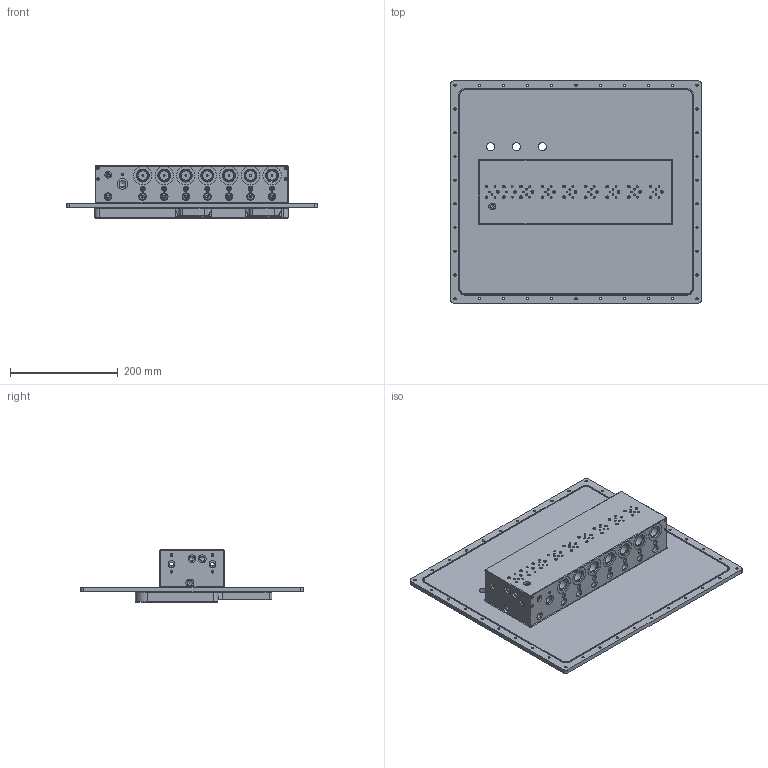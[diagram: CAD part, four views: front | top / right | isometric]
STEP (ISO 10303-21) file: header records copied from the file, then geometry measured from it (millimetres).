
FILE_DESCRIPTION(('FreeCAD Model'),'2;1');
FILE_NAME('Open CASCADE Shape Model','2025-05-04T11:08:19',('FreeCAD'),( 'FreeCAD'),'Open CASCADE STEP processor 7.6','FreeCAD','Unknown');
FILE_SCHEMA(('AUTOMOTIVE_DESIGN { 1 0 10303 214 1 1 1 1 }'));
Products named in the file (1): Open CASCADE STEP translator 7.6 1
Bounding box: 465 x 412 x 98 mm (x, y, z)
Volume: 4843984.4 mm3; surface area: 659360.8 mm2
Topology: 1 solids, 1 shells, 1586 faces, 4166 edges, 2578 vertices
Faces by surface type: cylinder 469, cone 369, plane 329, extrusion 325, torus 83, bspline 11
Full cylindrical faces by diameter (mm): 2.459 x10, 2.5 x2, 2.621 x2, 3 x70, 3.242 x35, 4 x3, 4.2 x38, 5.5 x29, 6.647 x8, 6.917 x20, 7 x15, 8 x2, 8.917 x6, 10 x1, 10.376 x3, 10.647 x29, 11 x2, 12.376 x1, 12.5 x6, 14.376 x1, 14.5 x5, 14.95 x3, 16.376 x1, 17.5 x15, 19.5 x1, 20.376 x15, 25.5 x1, 31.3 x1, 34 x14
Entity records: 70287 total; most frequent: CARTESIAN_POINT 34206, ORIENTED_EDGE 8108, DIRECTION 6134, EDGE_CURVE 4054, VERTEX_POINT 2578, AXIS2_PLACEMENT_3D 2342, FACE_BOUND 2006, EDGE_LOOP 2006
